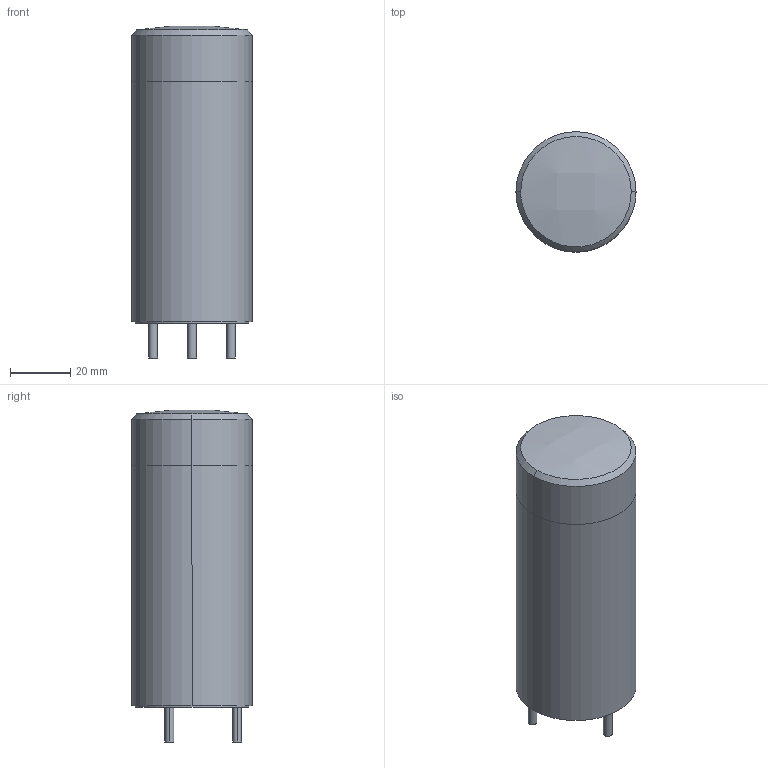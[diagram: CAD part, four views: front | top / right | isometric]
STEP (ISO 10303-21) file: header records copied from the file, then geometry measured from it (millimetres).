
FILE_DESCRIPTION (( 'STEP AP214' ), '1' );
FILE_NAME ('LR4-02WJNW.step', '2018-07-03T11:50:33', ( '' ), ( '' ), 'SwSTEP 2.0', 'SolidWorks 2017', '' );
FILE_SCHEMA (( 'AUTOMOTIVE_DESIGN' ));
Length unit declared in the file: inch
Products named in the file (1): LR4-02WJNW
Bounding box: 40 x 40 x 110.6 mm (x, y, z)
Volume: 123140.2 mm3; surface area: 20012.1 mm2
Topology: 2 solids, 2 shells, 40 faces, 76 edges, 50 vertices
Faces by surface type: cylinder 24, plane 13, cone 2, bspline 1
Entity records: 1661 total; most frequent: CARTESIAN_POINT 230, DIRECTION 204, ORIENTED_EDGE 152, AXIS2_PLACEMENT_3D 89, EDGE_CURVE 76, EDGE_LOOP 50, VERTEX_POINT 50, CIRCLE 49
